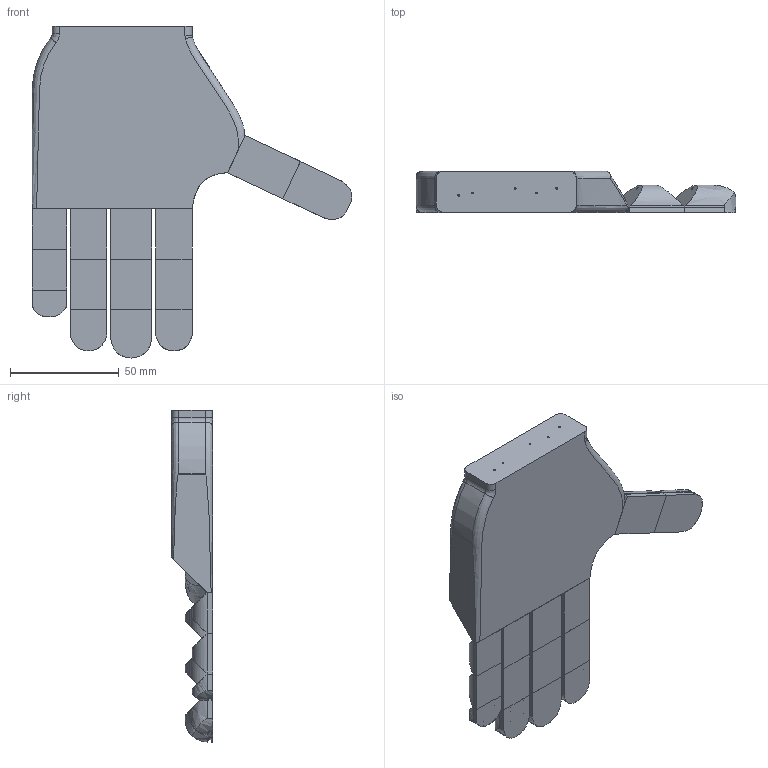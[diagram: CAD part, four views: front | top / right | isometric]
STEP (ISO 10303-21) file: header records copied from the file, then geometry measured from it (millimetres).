
FILE_DESCRIPTION(('FreeCAD Model'),'2;1');
FILE_NAME('Open CASCADE Shape Model','2025-04-29T07:44:23',('FreeCAD'),( 'FreeCAD'),'Open CASCADE STEP processor 7.6','FreeCAD','Unknown');
FILE_SCHEMA(('AUTOMOTIVE_DESIGN { 1 0 10303 214 1 1 1 1 }'));
Products named in the file (1): Open CASCADE STEP translator 7.6 1
Bounding box: 146.89 x 18.9 x 152.66 mm (x, y, z)
Volume: 154772.7 mm3; surface area: 42117.4 mm2
Topology: 15 solids, 15 shells, 798 faces, 2160 edges, 1409 vertices
Faces by surface type: bspline 798
Entity records: 37132 total; most frequent: CARTESIAN_POINT 24095, ORIENTED_EDGE 4320, EDGE_CURVE 2160, B_SPLINE_CURVE_WITH_KNOTS 1858, VERTEX_POINT 1409, FACE_BOUND 933, EDGE_LOOP 933, ADVANCED_FACE 798
